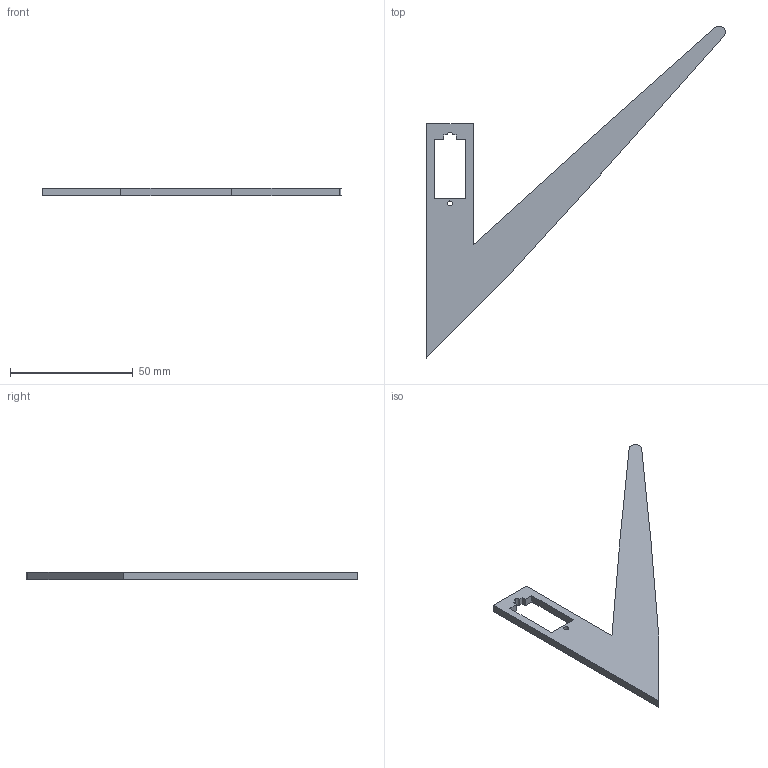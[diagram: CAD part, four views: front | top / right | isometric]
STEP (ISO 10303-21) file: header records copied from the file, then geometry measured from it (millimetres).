
FILE_DESCRIPTION(/* description */ (''),/* implementation_level */ '2;1');
FILE_NAME(/* name */ 'Toe.stp',/* time_stamp */ '2015-10-27T14:39:21-07:00',/* author */ ('powasar16'),/* organization */ (''),/* preprocessor_version */ 'ST-DEVELOPER v16.1',/* originating_system */ 'Autodesk Inventor 2016',/* authorisation */ '');
FILE_SCHEMA (('AUTOMOTIVE_DESIGN { 1 0 10303 214 3 1 1 }'));
Length unit declared in the file: inch
Products named in the file (1): Toe
Bounding box: 121.52 x 134.99 x 3.17 mm (x, y, z)
Volume: 9952.4 mm3; surface area: 8067.9 mm2
Topology: 1 solids, 1 shells, 22 faces, 60 edges, 40 vertices
Faces by surface type: plane 19, cylinder 3
Full cylindrical faces by diameter (mm): 2 x1
Entity records: 719 total; most frequent: CARTESIAN_POINT 122, ORIENTED_EDGE 118, DIRECTION 111, EDGE_CURVE 59, LINE 53, VECTOR 53, VERTEX_POINT 40, AXIS2_PLACEMENT_3D 29
